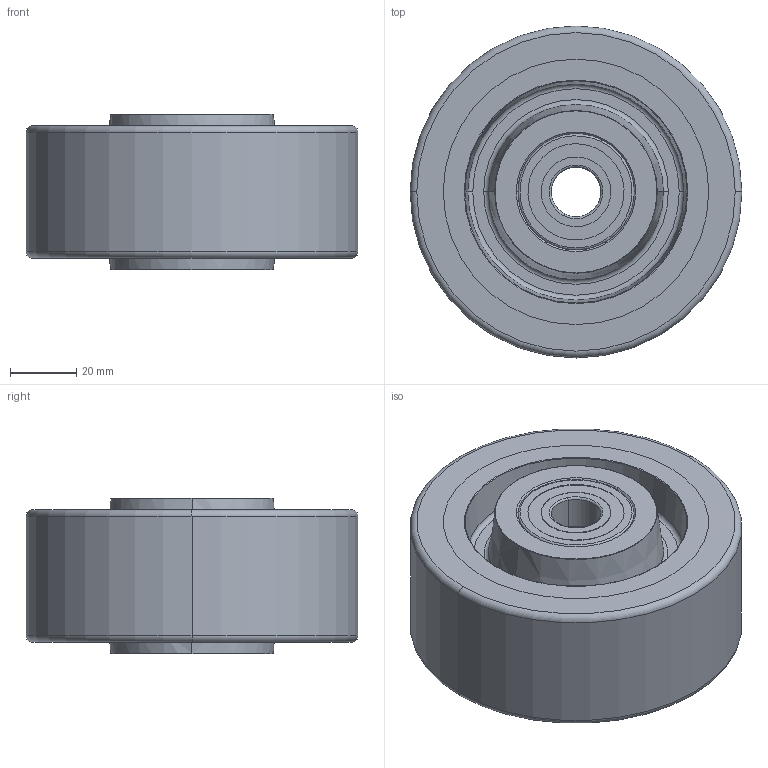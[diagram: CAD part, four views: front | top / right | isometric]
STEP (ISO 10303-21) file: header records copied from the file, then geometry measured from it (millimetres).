
FILE_DESCRIPTION (( 'STEP AP214' ), '1' );
FILE_NAME ('0011979.step', '2022-03-22T10:44:28', ( '' ), ( '' ), 'SwSTEP 2.0', 'SolidWorks 2020', '' );
FILE_SCHEMA (( 'AUTOMOTIVE_DESIGN' ));
Length unit declared in the file: millimetre
Products named in the file (1): 0011979
Bounding box: 100 x 100 x 47 mm (x, y, z)
Volume: 277123.5 mm3; surface area: 76252.1 mm2
Topology: 11 solids, 11 shells, 148 faces, 296 edges, 172 vertices
Faces by surface type: torus 52, cylinder 48, plane 24, cone 24
Entity records: 5672 total; most frequent: DIRECTION 818, CARTESIAN_POINT 617, ORIENTED_EDGE 592, AXIS2_PLACEMENT_3D 373, EDGE_CURVE 296, CIRCLE 224, EDGE_LOOP 172, VERTEX_POINT 172
